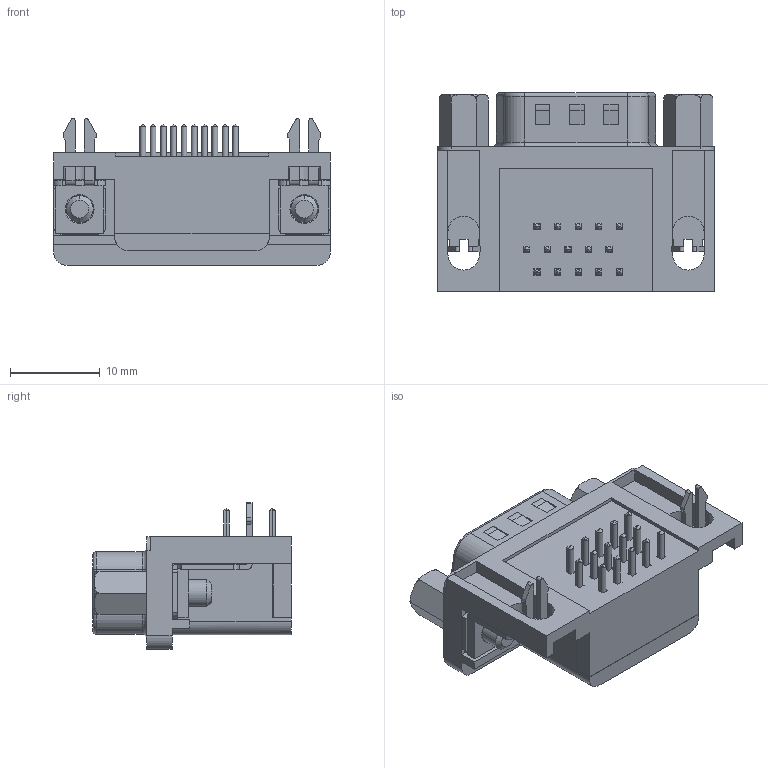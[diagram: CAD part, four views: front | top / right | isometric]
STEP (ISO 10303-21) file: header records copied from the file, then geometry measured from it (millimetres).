
FILE_DESCRIPTION((''),'2;1');
FILE_NAME('D112-889-LSK-H','2020-01-08T',('gc7'),(''),'PRO/ENGINEER BY PARAMETRIC TECHNOLOGY CORPORATION, 2010480','PRO/ENGINEER BY PARAMETRIC TECHNOLOGY CORPORATION, 2010480','');
FILE_SCHEMA(('CONFIG_CONTROL_DESIGN'));
Length unit declared in the file: millimetre
Products named in the file (1): D112-889-LSK-H
Bounding box: 30.81 x 22.1 x 16.35 mm (x, y, z)
Volume: 3959.6 mm3; surface area: 7046.9 mm2
Topology: 1 solids, 5 shells, 1596 faces, 4570 edges, 2890 vertices
Faces by surface type: plane 1057, cylinder 390, sphere 60, torus 54, cone 35
Entity records: 51971 total; most frequent: CARTESIAN_POINT 9566, ORIENTED_EDGE 9012, DIRECTION 8792, EDGE_CURVE 4506, VECTOR 3258, LINE 3258, VERTEX_POINT 2890, AXIS2_PLACEMENT_3D 2767
